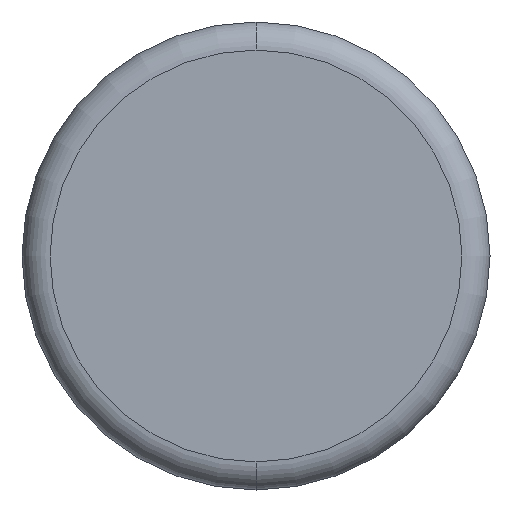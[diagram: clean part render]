
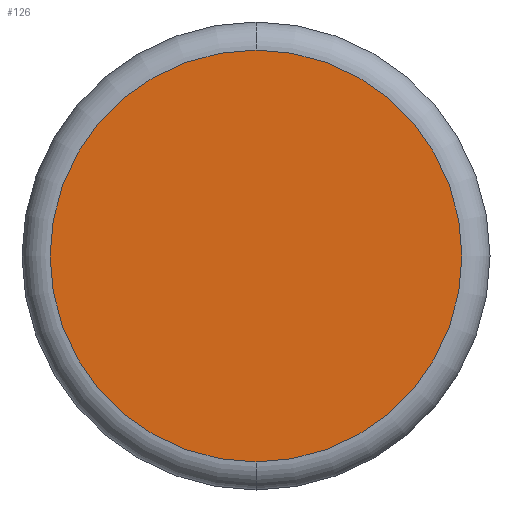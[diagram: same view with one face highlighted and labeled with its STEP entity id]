
A CAD part, front view. The second image highlights one B-rep face of the part: STEP entity #126.
In plain terms, the highlighted planar face has unit normal (0, -1, 0).
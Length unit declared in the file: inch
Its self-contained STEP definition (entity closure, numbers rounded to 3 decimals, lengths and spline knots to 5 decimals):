
#12 = CIRCLE ( 'NONE', #111, 0.22 ) ;
#52 = EDGE_CURVE ( 'NONE', #77, #215, #12, .T. ) ;
#53 = EDGE_LOOP ( 'NONE', ( #236, #245 ) ) ;
#57 = CARTESIAN_POINT ( 'NONE',  ( 0., 0., -0.22 ) ) ;
#77 = VERTEX_POINT ( 'NONE', #95 ) ;
#95 = CARTESIAN_POINT ( 'NONE',  ( 0., 0., 0.22 ) ) ;
#111 = AXIS2_PLACEMENT_3D ( 'NONE', #158, #187, #310 ) ;
#126 = ADVANCED_FACE ( 'NONE', ( #292 ), #293, .T. ) ;
#140 = CARTESIAN_POINT ( 'NONE',  ( 0., 0., 0. ) ) ;
#143 = CARTESIAN_POINT ( 'NONE',  ( 0., 0., 0. ) ) ;
#144 = DIRECTION ( 'NONE',  ( 0., 0., -1. ) ) ;
#149 = EDGE_CURVE ( 'NONE', #215, #77, #330, .T. ) ;
#158 = CARTESIAN_POINT ( 'NONE',  ( 0., 0., 0. ) ) ;
#187 = DIRECTION ( 'NONE',  ( 0., -1., 0. ) ) ;
#196 = AXIS2_PLACEMENT_3D ( 'NONE', #140, #369, #237 ) ;
#215 = VERTEX_POINT ( 'NONE', #57 ) ;
#236 = ORIENTED_EDGE ( 'NONE', *, *, #149, .T. ) ;
#237 = DIRECTION ( 'NONE',  ( 0., 0., -1. ) ) ;
#245 = ORIENTED_EDGE ( 'NONE', *, *, #52, .T. ) ;
#265 = AXIS2_PLACEMENT_3D ( 'NONE', #143, #299, #144 ) ;
#292 = FACE_OUTER_BOUND ( 'NONE', #53, .T. ) ;
#293 = PLANE ( 'NONE',  #265 ) ;
#299 = DIRECTION ( 'NONE',  ( 0., -1., 0. ) ) ;
#310 = DIRECTION ( 'NONE',  ( 0., 0., -1. ) ) ;
#330 = CIRCLE ( 'NONE', #196, 0.22 ) ;
#369 = DIRECTION ( 'NONE',  ( 0., -1., 0. ) ) ;
